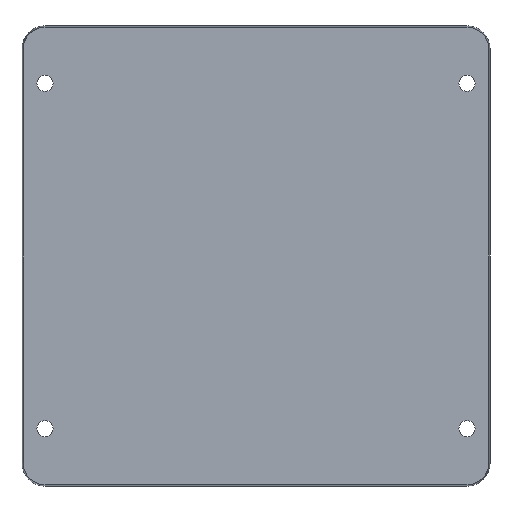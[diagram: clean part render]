
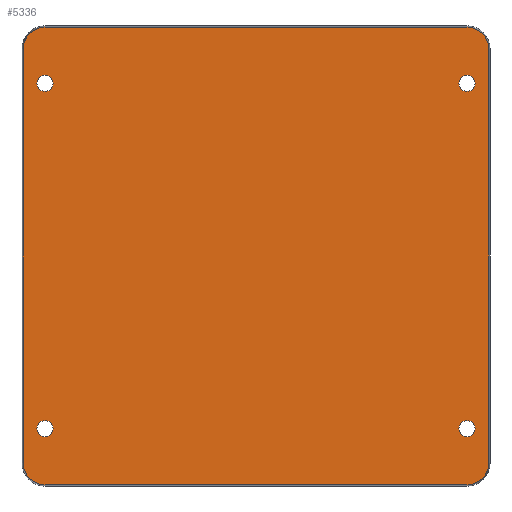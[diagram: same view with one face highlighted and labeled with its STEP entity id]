
A CAD part, front view. The second image highlights one B-rep face of the part: STEP entity #5336.
In plain terms, the highlighted planar face has unit normal (0, -1, 0).
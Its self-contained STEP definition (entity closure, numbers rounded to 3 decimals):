
#1340 = CARTESIAN_POINT ( 'NONE',  ( 55., -40., 42.9 ) ) ;
#1349 = CARTESIAN_POINT ( 'NONE',  ( 55., -40., -42.9 ) ) ;
#1416 = CARTESIAN_POINT ( 'NONE',  ( 55., -40., -47.1 ) ) ;
#1417 = CARTESIAN_POINT ( 'NONE',  ( -55., -40., -47.1 ) ) ;
#1418 = DIRECTION ( 'NONE',  ( 0., 0., 1. ) ) ;
#1419 = DIRECTION ( 'NONE',  ( 0., 1., 0. ) ) ;
#1420 = CARTESIAN_POINT ( 'NONE',  ( -55., -40., -45. ) ) ;
#1421 = AXIS2_PLACEMENT_3D ( 'NONE', #1420, #1419, #1418 ) ;
#1422 = CIRCLE ( 'NONE', #1421, 2.1 ) ;
#1424 = DIRECTION ( 'NONE',  ( 0., 0., 1. ) ) ;
#1425 = DIRECTION ( 'NONE',  ( 0., 1., 0. ) ) ;
#1426 = CARTESIAN_POINT ( 'NONE',  ( 55., -40., 45. ) ) ;
#1427 = AXIS2_PLACEMENT_3D ( 'NONE', #1426, #1425, #1424 ) ;
#1428 = CIRCLE ( 'NONE', #1427, 2.1 ) ;
#1463 = CARTESIAN_POINT ( 'NONE',  ( -55., -40., -42.9 ) ) ;
#1464 = DIRECTION ( 'NONE',  ( 0., 0., 1. ) ) ;
#1465 = DIRECTION ( 'NONE',  ( 0., 1., 0. ) ) ;
#1466 = CARTESIAN_POINT ( 'NONE',  ( 55., -40., -45. ) ) ;
#1467 = AXIS2_PLACEMENT_3D ( 'NONE', #1466, #1465, #1464 ) ;
#1468 = CIRCLE ( 'NONE', #1467, 2.1 ) ;
#1512 = DIRECTION ( 'NONE',  ( 0., 0., 1. ) ) ;
#1513 = DIRECTION ( 'NONE',  ( 0., 1., 0. ) ) ;
#1514 = CARTESIAN_POINT ( 'NONE',  ( -55., -40., 45. ) ) ;
#1515 = AXIS2_PLACEMENT_3D ( 'NONE', #1514, #1513, #1512 ) ;
#1516 = CIRCLE ( 'NONE', #1515, 2.1 ) ;
#1523 = CARTESIAN_POINT ( 'NONE',  ( -55., -40., 47.1 ) ) ;
#1524 = CARTESIAN_POINT ( 'NONE',  ( -55., -40., 42.9 ) ) ;
#1566 = CARTESIAN_POINT ( 'NONE',  ( 55., -40., 47.1 ) ) ;
#1834 = CARTESIAN_POINT ( 'NONE',  ( 60.651, -40., 54. ) ) ;
#1881 = DIRECTION ( 'NONE',  ( 0., 0., 1. ) ) ;
#1882 = DIRECTION ( 'NONE',  ( 0., 1., 0. ) ) ;
#1883 = CARTESIAN_POINT ( 'NONE',  ( -55., -40., 54. ) ) ;
#1884 = AXIS2_PLACEMENT_3D ( 'NONE', #1883, #1882, #1881 ) ;
#1885 = CIRCLE ( 'NONE', #1884, 5.651 ) ;
#1886 = CARTESIAN_POINT ( 'NONE',  ( -60.651, -40., 54. ) ) ;
#1948 = DIRECTION ( 'NONE',  ( 1., 0., 0. ) ) ;
#1949 = VECTOR ( 'NONE', #1948, 1000. ) ;
#1950 = CARTESIAN_POINT ( 'NONE',  ( 55., -40., 59.651 ) ) ;
#1951 = LINE ( 'NONE', #1950, #1949 ) ;
#1952 = CARTESIAN_POINT ( 'NONE',  ( -55., -40., 59.651 ) ) ;
#1961 = CARTESIAN_POINT ( 'NONE',  ( 60.651, -40., -54. ) ) ;
#1987 = DIRECTION ( 'NONE',  ( 0., 0., -1. ) ) ;
#1988 = VECTOR ( 'NONE', #1987, 1000. ) ;
#1989 = CARTESIAN_POINT ( 'NONE',  ( 60.651, -40., -54. ) ) ;
#1990 = LINE ( 'NONE', #1989, #1988 ) ;
#1991 = CIRCLE ( 'NONE', #2054, 5.651 ) ;
#1992 = CARTESIAN_POINT ( 'NONE',  ( 55., -40., 59.651 ) ) ;
#2008 = CARTESIAN_POINT ( 'NONE',  ( -60.651, -40., -54. ) ) ;
#2051 = DIRECTION ( 'NONE',  ( 0., 0., 1. ) ) ;
#2052 = DIRECTION ( 'NONE',  ( 0., 1., 0. ) ) ;
#2053 = CARTESIAN_POINT ( 'NONE',  ( 55., -40., 54. ) ) ;
#2054 = AXIS2_PLACEMENT_3D ( 'NONE', #2053, #2052, #2051 ) ;
#2118 = CIRCLE ( 'NONE', #2179, 5.651 ) ;
#2124 = CARTESIAN_POINT ( 'NONE',  ( 55., -40., -54. ) ) ;
#2176 = CARTESIAN_POINT ( 'NONE',  ( 55., -40., -59.651 ) ) ;
#2177 = DIRECTION ( 'NONE',  ( 0., 0., 1. ) ) ;
#2178 = DIRECTION ( 'NONE',  ( 0., 1., 0. ) ) ;
#2179 = AXIS2_PLACEMENT_3D ( 'NONE', #2124, #2178, #2177 ) ;
#2237 = CARTESIAN_POINT ( 'NONE',  ( -55., -40., -59.651 ) ) ;
#2238 = DIRECTION ( 'NONE',  ( 0., 0., 1. ) ) ;
#2239 = DIRECTION ( 'NONE',  ( 0., 1., 0. ) ) ;
#2240 = CARTESIAN_POINT ( 'NONE',  ( -55., -40., 45. ) ) ;
#2241 = AXIS2_PLACEMENT_3D ( 'NONE', #2240, #2239, #2238 ) ;
#2242 = CIRCLE ( 'NONE', #2241, 2.1 ) ;
#2378 = DIRECTION ( 'NONE',  ( 0., 0., 1. ) ) ;
#2379 = DIRECTION ( 'NONE',  ( 0., 1., 0. ) ) ;
#2380 = CARTESIAN_POINT ( 'NONE',  ( 55., -40., -45. ) ) ;
#2381 = AXIS2_PLACEMENT_3D ( 'NONE', #2380, #2379, #2378 ) ;
#2382 = CIRCLE ( 'NONE', #2381, 2.1 ) ;
#2383 = DIRECTION ( 'NONE',  ( 0., 0., 1. ) ) ;
#2384 = DIRECTION ( 'NONE',  ( 0., 1., 0. ) ) ;
#2385 = CARTESIAN_POINT ( 'NONE',  ( 55., -40., -54. ) ) ;
#2386 = AXIS2_PLACEMENT_3D ( 'NONE', #2385, #2384, #2383 ) ;
#2387 = PLANE ( 'NONE',  #2386 ) ;
#2388 = FACE_OUTER_BOUND ( 'NONE', #5338, .T. ) ;
#2389 = FACE_BOUND ( 'NONE', #5374, .T. ) ;
#2390 = FACE_BOUND ( 'NONE', #5326, .T. ) ;
#2391 = FACE_BOUND ( 'NONE', #5229, .T. ) ;
#2392 = FACE_BOUND ( 'NONE', #5208, .T. ) ;
#2393 = DIRECTION ( 'NONE',  ( -1., 0., 0. ) ) ;
#2394 = VECTOR ( 'NONE', #2393, 1000. ) ;
#2395 = CARTESIAN_POINT ( 'NONE',  ( 55., -40., -59.651 ) ) ;
#2396 = LINE ( 'NONE', #2395, #2394 ) ;
#2401 = DIRECTION ( 'NONE',  ( 0., 0., 1. ) ) ;
#2402 = DIRECTION ( 'NONE',  ( 0., 1., 0. ) ) ;
#2403 = CARTESIAN_POINT ( 'NONE',  ( 55., -40., 45. ) ) ;
#2404 = AXIS2_PLACEMENT_3D ( 'NONE', #2403, #2402, #2401 ) ;
#2405 = CIRCLE ( 'NONE', #2404, 2.1 ) ;
#2406 = DIRECTION ( 'NONE',  ( 0., 0., 1. ) ) ;
#2407 = DIRECTION ( 'NONE',  ( 0., 1., 0. ) ) ;
#2408 = CARTESIAN_POINT ( 'NONE',  ( -55., -40., -54. ) ) ;
#2409 = AXIS2_PLACEMENT_3D ( 'NONE', #2408, #2407, #2406 ) ;
#2410 = CIRCLE ( 'NONE', #2409, 5.651 ) ;
#2439 = DIRECTION ( 'NONE',  ( 0., 0., 1. ) ) ;
#2440 = VECTOR ( 'NONE', #2439, 1000. ) ;
#2441 = CARTESIAN_POINT ( 'NONE',  ( -60.651, -40., -54. ) ) ;
#2442 = LINE ( 'NONE', #2441, #2440 ) ;
#2463 = DIRECTION ( 'NONE',  ( 0., 0., 1. ) ) ;
#2464 = DIRECTION ( 'NONE',  ( 0., 1., 0. ) ) ;
#2465 = CARTESIAN_POINT ( 'NONE',  ( -55., -40., -45. ) ) ;
#2466 = AXIS2_PLACEMENT_3D ( 'NONE', #2465, #2464, #2463 ) ;
#2467 = CIRCLE ( 'NONE', #2466, 2.1 ) ;
#4757 = VERTEX_POINT ( 'NONE', #1349 ) ;
#4762 = VERTEX_POINT ( 'NONE', #1340 ) ;
#4782 = EDGE_CURVE ( 'NONE', #4762, #4845, #1428, .T. ) ;
#4788 = EDGE_CURVE ( 'NONE', #4789, #4800, #1422, .T. ) ;
#4789 = VERTEX_POINT ( 'NONE', #1417 ) ;
#4790 = VERTEX_POINT ( 'NONE', #1416 ) ;
#4799 = EDGE_CURVE ( 'NONE', #4790, #4757, #1468, .T. ) ;
#4800 = VERTEX_POINT ( 'NONE', #1463 ) ;
#4832 = VERTEX_POINT ( 'NONE', #1524 ) ;
#4833 = VERTEX_POINT ( 'NONE', #1523 ) ;
#4840 = EDGE_CURVE ( 'NONE', #4832, #4833, #1516, .T. ) ;
#4845 = VERTEX_POINT ( 'NONE', #1566 ) ;
#5011 = VERTEX_POINT ( 'NONE', #1834 ) ;
#5018 = VERTEX_POINT ( 'NONE', #1886 ) ;
#5020 = EDGE_CURVE ( 'NONE', #5018, #5056, #1885, .T. ) ;
#5056 = VERTEX_POINT ( 'NONE', #1952 ) ;
#5058 = EDGE_CURVE ( 'NONE', #5056, #5102, #1951, .T. ) ;
#5073 = EDGE_CURVE ( 'NONE', #5011, #5085, #1990, .T. ) ;
#5085 = VERTEX_POINT ( 'NONE', #1961 ) ;
#5095 = VERTEX_POINT ( 'NONE', #2008 ) ;
#5102 = VERTEX_POINT ( 'NONE', #1992 ) ;
#5104 = EDGE_CURVE ( 'NONE', #5102, #5011, #1991, .T. ) ;
#5186 = EDGE_CURVE ( 'NONE', #5085, #5187, #2118, .T. ) ;
#5187 = VERTEX_POINT ( 'NONE', #2176 ) ;
#5208 = EDGE_LOOP ( 'NONE', ( #5209, #5228 ) ) ;
#5209 = ORIENTED_EDGE ( 'NONE', *, *, #5227, .T. ) ;
#5227 = EDGE_CURVE ( 'NONE', #4833, #4832, #2242, .T. ) ;
#5228 = ORIENTED_EDGE ( 'NONE', *, *, #4840, .T. ) ;
#5229 = EDGE_LOOP ( 'NONE', ( #5230, #5340 ) ) ;
#5230 = ORIENTED_EDGE ( 'NONE', *, *, #5339, .T. ) ;
#5231 = VERTEX_POINT ( 'NONE', #2237 ) ;
#5255 = ORIENTED_EDGE ( 'NONE', *, *, #5073, .F. ) ;
#5256 = ORIENTED_EDGE ( 'NONE', *, *, #5104, .F. ) ;
#5257 = ORIENTED_EDGE ( 'NONE', *, *, #5058, .F. ) ;
#5258 = ORIENTED_EDGE ( 'NONE', *, *, #5020, .F. ) ;
#5259 = ORIENTED_EDGE ( 'NONE', *, *, #5385, .F. ) ;
#5326 = EDGE_LOOP ( 'NONE', ( #5327, #5329 ) ) ;
#5327 = ORIENTED_EDGE ( 'NONE', *, *, #5328, .T. ) ;
#5328 = EDGE_CURVE ( 'NONE', #4845, #4762, #2405, .T. ) ;
#5329 = ORIENTED_EDGE ( 'NONE', *, *, #4782, .T. ) ;
#5334 = EDGE_CURVE ( 'NONE', #5187, #5231, #2396, .T. ) ;
#5336 = ADVANCED_FACE ( 'NONE', ( #2392, #2391, #2390, #2389, #2388 ), #2387, .F. ) ;
#5338 = EDGE_LOOP ( 'NONE', ( #5353, #5255, #5256, #5257, #5258, #5259, #5381, #5382 ) ) ;
#5339 = EDGE_CURVE ( 'NONE', #4757, #4790, #2382, .T. ) ;
#5340 = ORIENTED_EDGE ( 'NONE', *, *, #4799, .T. ) ;
#5352 = ORIENTED_EDGE ( 'NONE', *, *, #4788, .T. ) ;
#5353 = ORIENTED_EDGE ( 'NONE', *, *, #5186, .F. ) ;
#5372 = EDGE_CURVE ( 'NONE', #5231, #5095, #2410, .T. ) ;
#5374 = EDGE_LOOP ( 'NONE', ( #5375, #5352 ) ) ;
#5375 = ORIENTED_EDGE ( 'NONE', *, *, #5376, .T. ) ;
#5376 = EDGE_CURVE ( 'NONE', #4800, #4789, #2467, .T. ) ;
#5381 = ORIENTED_EDGE ( 'NONE', *, *, #5372, .F. ) ;
#5382 = ORIENTED_EDGE ( 'NONE', *, *, #5334, .F. ) ;
#5385 = EDGE_CURVE ( 'NONE', #5095, #5018, #2442, .T. ) ;
